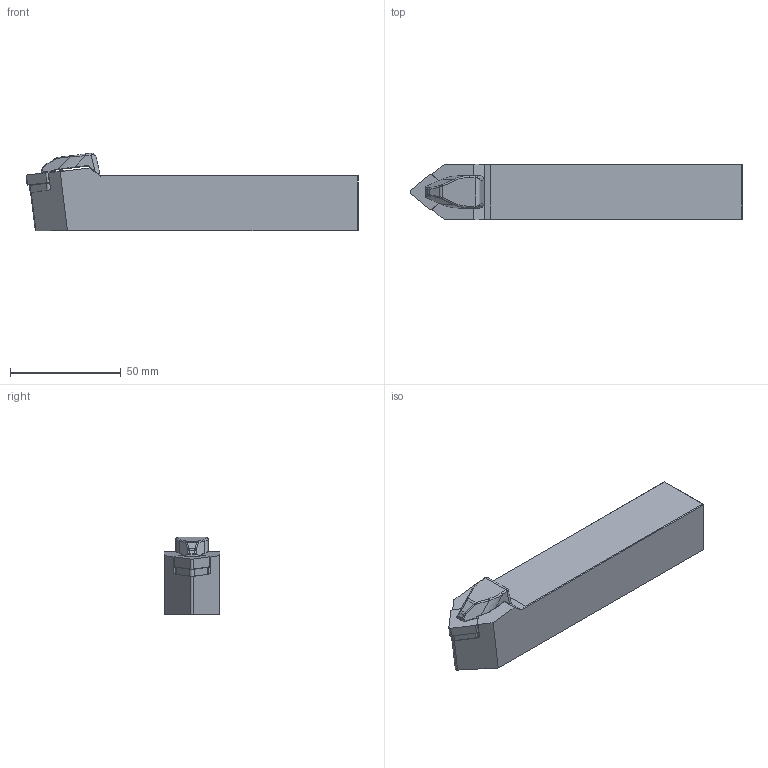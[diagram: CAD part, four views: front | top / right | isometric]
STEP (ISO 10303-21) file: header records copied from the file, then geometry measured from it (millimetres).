
FILE_DESCRIPTION(/* description */ (''),/* implementation_level */ '2;1');
FILE_NAME(/* name */ 'TCMNN-2525-M12.stp',/* time_stamp */ '2023-12-20T10:02:40+03:00',/* author */ (''),/* organization */ (''),/* preprocessor_version */ 'ST-DEVELOPER v19.4',/* originating_system */ 'SIEMENS PLM Software NX2306.3001',/* authorisation */ '');
FILE_SCHEMA (('AUTOMOTIVE_DESIGN { 1 0 10303 214 3 1 1 1 }'));
Length unit declared in the file: millimetre
Products named in the file (1): model1_objects
Bounding box: 149.56 x 25 x 34.91 mm (x, y, z)
Volume: 90348.9 mm3; surface area: 16852.8 mm2
Topology: 2 solids, 2 shells, 141 faces, 344 edges, 204 vertices
Faces by surface type: plane 59, cylinder 51, bspline 23, sphere 4, torus 2, cone 2
Full cylindrical faces by diameter (mm): 4.4 x1, 6.4 x1
Entity records: 5477 total; most frequent: CARTESIAN_POINT 1285, DIRECTION 692, ORIENTED_EDGE 670, EDGE_CURVE 335, AXIS2_PLACEMENT_3D 254, VERTEX_POINT 204, LINE 184, VECTOR 184
